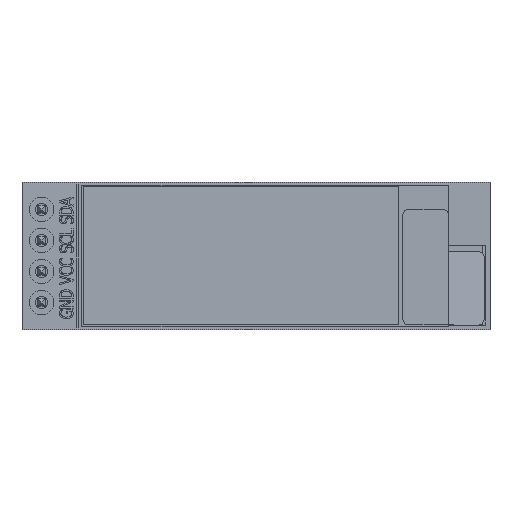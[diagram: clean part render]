
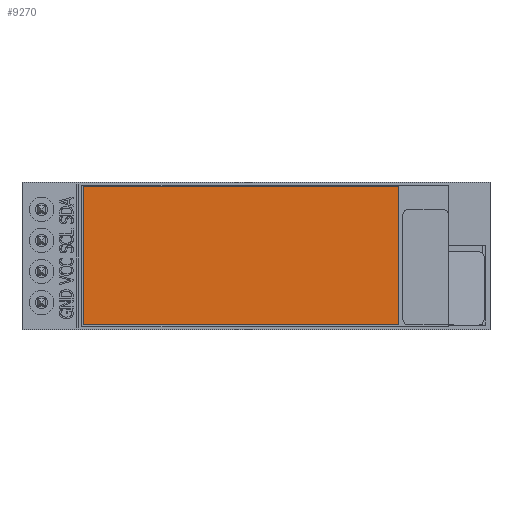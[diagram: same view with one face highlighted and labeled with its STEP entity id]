
A CAD part, top view. The second image highlights one B-rep face of the part: STEP entity #9270.
In plain terms, the highlighted planar face has unit normal (0, 0, 1).
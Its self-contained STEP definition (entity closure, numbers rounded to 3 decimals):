
#596=PLANE('',#9782);
#1081=FACE_OUTER_BOUND('',#1623,.T.);
#1623=EDGE_LOOP('',(#7484,#7485,#7486,#7487));
#2322=LINE('',#14999,#3313);
#2325=LINE('',#15005,#3316);
#2328=LINE('',#15011,#3319);
#2331=LINE('',#15015,#3322);
#3313=VECTOR('',#10913,11.3);
#3316=VECTOR('',#10918,25.8);
#3319=VECTOR('',#10923,11.3);
#3322=VECTOR('',#10928,25.8);
#4439=VERTEX_POINT('',#14996);
#4440=VERTEX_POINT('',#14998);
#4442=VERTEX_POINT('',#15004);
#4444=VERTEX_POINT('',#15010);
#5514=EDGE_CURVE('',#4440,#4439,#2322,.T.);
#5517=EDGE_CURVE('',#4442,#4440,#2325,.T.);
#5520=EDGE_CURVE('',#4444,#4442,#2328,.T.);
#5523=EDGE_CURVE('',#4439,#4444,#2331,.T.);
#7484=ORIENTED_EDGE('',*,*,#5523,.T.);
#7485=ORIENTED_EDGE('',*,*,#5520,.T.);
#7486=ORIENTED_EDGE('',*,*,#5517,.T.);
#7487=ORIENTED_EDGE('',*,*,#5514,.T.);
#9270=ADVANCED_FACE('',(#1081),#596,.T.);
#9782=AXIS2_PLACEMENT_3D('',#15016,#10929,#10930);
#10913=DIRECTION('',(0.,1.,0.));
#10918=DIRECTION('',(1.,0.,0.));
#10923=DIRECTION('',(0.,-1.,0.));
#10928=DIRECTION('',(-1.,0.,0.));
#10929=DIRECTION('center_axis',(0.,0.,1.));
#10930=DIRECTION('ref_axis',(1.,0.,0.));
#14996=CARTESIAN_POINT('',(11.7,5.65,2.51));
#14998=CARTESIAN_POINT('',(11.7,-5.65,2.51));
#14999=CARTESIAN_POINT('',(11.7,5.65,2.51));
#15004=CARTESIAN_POINT('',(-14.1,-5.65,2.51));
#15005=CARTESIAN_POINT('',(11.7,-5.65,2.51));
#15010=CARTESIAN_POINT('',(-14.1,5.65,2.51));
#15011=CARTESIAN_POINT('',(-14.1,-5.65,2.51));
#15015=CARTESIAN_POINT('',(-14.1,5.65,2.51));
#15016=CARTESIAN_POINT('Origin',(-1.2,0.,2.51));
